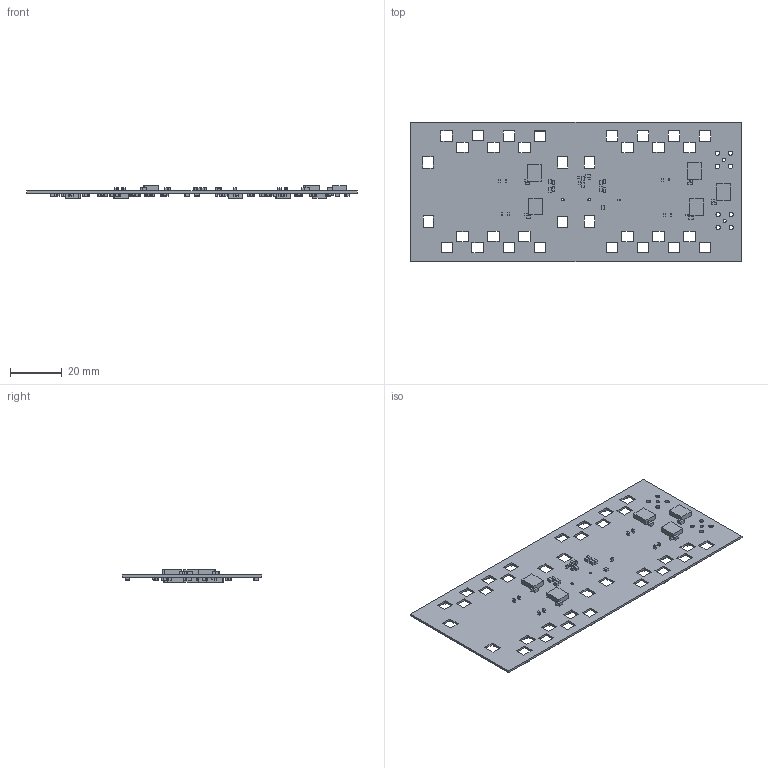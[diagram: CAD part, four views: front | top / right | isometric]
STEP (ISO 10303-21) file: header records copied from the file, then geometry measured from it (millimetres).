
FILE_DESCRIPTION(('Open CASCADE Model'),'2;1');
FILE_NAME('Open CASCADE Shape Model','2019-03-16T16:17:54',('Author'),( 'Open CASCADE'),'Open CASCADE STEP processor 6.8','Open CASCADE 6.8' ,'Unknown');
FILE_SCHEMA(('AUTOMOTIVE_DESIGN { 1 0 10303 214 1 1 1 1 }'));
Length unit declared in the file: millimetre
Products named in the file (1): PCB
Bounding box: 128 x 54 x 4.8 mm (x, y, z)
Volume: 6315.6 mm3; surface area: 16765.6 mm2
Topology: 248 solids, 248 shells, 1636 faces, 3420 edges, 2280 vertices
Faces by surface type: plane 1624, cylinder 12
Full cylindrical faces by diameter (mm): 0.965 x2, 1.2 x2, 1.7 x8
Entity records: 44047 total; most frequent: CARTESIAN_POINT 7337, ORIENTED_EDGE 6840, DIRECTION 6718, EDGE_CURVE 3420, LINE 3396, VECTOR 3396, VERTEX_POINT 2280, FACE_BOUND 1728
